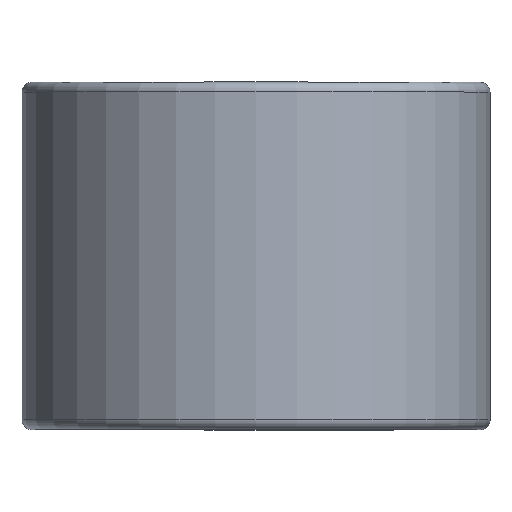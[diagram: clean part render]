
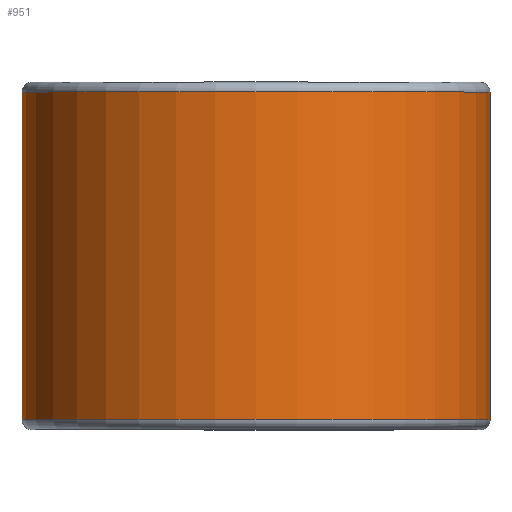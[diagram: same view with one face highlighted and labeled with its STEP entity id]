
A CAD part, top view. The second image highlights one B-rep face of the part: STEP entity #951.
In plain terms, the highlighted cylindrical face has radius 18.186 mm (diameter 36.373 mm), a partial arc.
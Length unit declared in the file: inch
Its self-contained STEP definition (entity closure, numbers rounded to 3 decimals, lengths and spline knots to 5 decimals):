
#46 = AXIS2_PLACEMENT_3D ( 'NONE', #2322, #2334, #2342 ) ;
#56 = DIRECTION ( 'NONE',  ( 0., 1., 0. ) ) ;
#73 = ORIENTED_EDGE ( 'NONE', *, *, #153, .T. ) ;
#89 = EDGE_CURVE ( 'NONE', #2303, #2163, #328, .T. ) ;
#123 = CYLINDRICAL_SURFACE ( 'NONE', #1477, 0.716 ) ;
#153 = EDGE_CURVE ( 'NONE', #397, #2077, #859, .T. ) ;
#168 = CARTESIAN_POINT ( 'NONE',  ( 0.716, -0.50125, 0. ) ) ;
#303 = AXIS2_PLACEMENT_3D ( 'NONE', #904, #892, #874 ) ;
#320 = FACE_OUTER_BOUND ( 'NONE', #2098, .T. ) ;
#328 = CIRCLE ( 'NONE', #303, 0.716 ) ;
#397 = VERTEX_POINT ( 'NONE', #2099 ) ;
#406 = LINE ( 'NONE', #453, #1457 ) ;
#418 = CARTESIAN_POINT ( 'NONE',  ( 0., 0.50125, -0.716 ) ) ;
#453 = CARTESIAN_POINT ( 'NONE',  ( 0.716, 0.50125, 0. ) ) ;
#510 = VECTOR ( 'NONE', #56, 39.37008 ) ;
#649 = CARTESIAN_POINT ( 'NONE',  ( 0., -0.50125, -0.716 ) ) ;
#794 = DIRECTION ( 'NONE',  ( 0., -1., 0. ) ) ;
#859 = CIRCLE ( 'NONE', #46, 0.716 ) ;
#874 = DIRECTION ( 'NONE',  ( 0., 0., -1. ) ) ;
#892 = DIRECTION ( 'NONE',  ( 0., -1., 0. ) ) ;
#904 = CARTESIAN_POINT ( 'NONE',  ( 0., -0.50125, 0. ) ) ;
#951 = ADVANCED_FACE ( 'NONE', ( #320 ), #123, .T. ) ;
#973 = CARTESIAN_POINT ( 'NONE',  ( 0., 0.5, 0. ) ) ;
#1457 = VECTOR ( 'NONE', #1740, 39.37008 ) ;
#1477 = AXIS2_PLACEMENT_3D ( 'NONE', #973, #794, #2073 ) ;
#1566 = LINE ( 'NONE', #2255, #510 ) ;
#1727 = ORIENTED_EDGE ( 'NONE', *, *, #2217, .T. ) ;
#1740 = DIRECTION ( 'NONE',  ( 0., 1., 0. ) ) ;
#1975 = ORIENTED_EDGE ( 'NONE', *, *, #2089, .F. ) ;
#2073 = DIRECTION ( 'NONE',  ( 0., 0., -1. ) ) ;
#2077 = VERTEX_POINT ( 'NONE', #418 ) ;
#2089 = EDGE_CURVE ( 'NONE', #2163, #2077, #1566, .T. ) ;
#2098 = EDGE_LOOP ( 'NONE', ( #1727, #73, #1975, #2105 ) ) ;
#2099 = CARTESIAN_POINT ( 'NONE',  ( 0.716, 0.50125, 0. ) ) ;
#2105 = ORIENTED_EDGE ( 'NONE', *, *, #89, .F. ) ;
#2163 = VERTEX_POINT ( 'NONE', #649 ) ;
#2217 = EDGE_CURVE ( 'NONE', #2303, #397, #406, .T. ) ;
#2255 = CARTESIAN_POINT ( 'NONE',  ( 0., 0.50125, -0.716 ) ) ;
#2303 = VERTEX_POINT ( 'NONE', #168 ) ;
#2322 = CARTESIAN_POINT ( 'NONE',  ( 0., 0.50125, 0. ) ) ;
#2334 = DIRECTION ( 'NONE',  ( 0., -1., 0. ) ) ;
#2342 = DIRECTION ( 'NONE',  ( 0., 0., -1. ) ) ;
